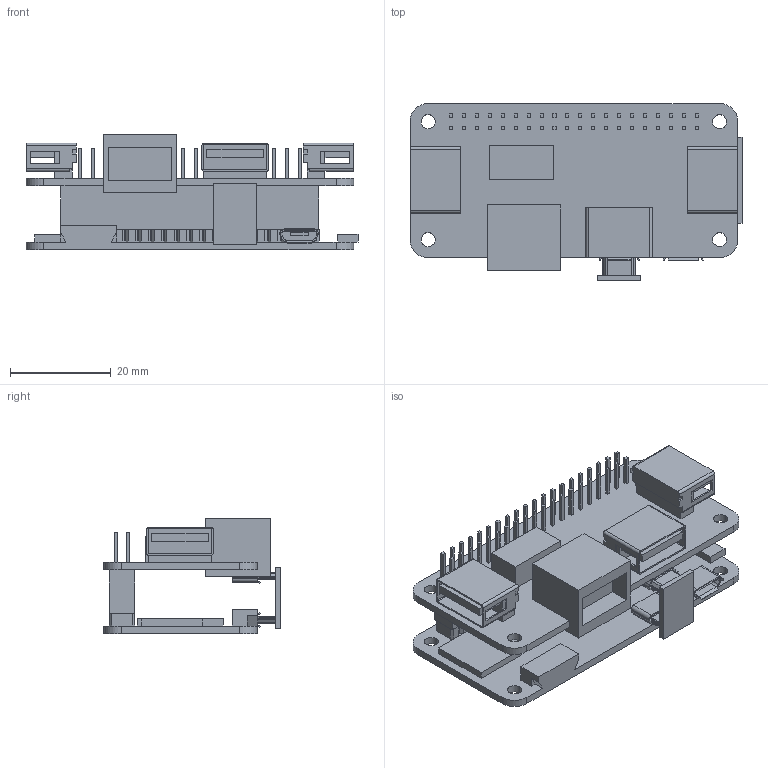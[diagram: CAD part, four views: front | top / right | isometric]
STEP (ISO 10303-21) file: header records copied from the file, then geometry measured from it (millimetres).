
FILE_DESCRIPTION((''),'2;1');
FILE_NAME('ASM0304-02_ASM','2021-03-23T',('Administrator'),(''),'PRO/ENGINEER BY PARAMETRIC TECHNOLOGY CORPORATION, 2001280','PRO/ENGINEER BY PARAMETRIC TECHNOLOGY CORPORATION, 2001280','');
FILE_SCHEMA(('CONFIG_CONTROL_DESIGN'));
Length unit declared in the file: millimetre
Products named in the file (6): 0304-04; 0304-09; USB; 7PUSB_1; 0304-06; ASM0304-02_ASM
Assembly tree (8 placements, depth 2):
  ASM0304-02_ASM
    0304-04
    0304-09
    USB  x2
    7PUSB_1  x3
    0304-06
Bounding box: 65.85 x 35 x 22.85 mm (x, y, z)
Volume: 13191.7 mm3; surface area: 16409.6 mm2
Topology: 3 solids, 3 shells, 1300 faces, 3490 edges, 2308 vertices
Faces by surface type: plane 1201, cylinder 99
Entity records: 40382 total; most frequent: CARTESIAN_POINT 7298, ORIENTED_EDGE 6980, DIRECTION 6307, EDGE_CURVE 3490, VECTOR 3235, LINE 3235, VERTEX_POINT 2308, AXIS2_PLACEMENT_3D 1536
